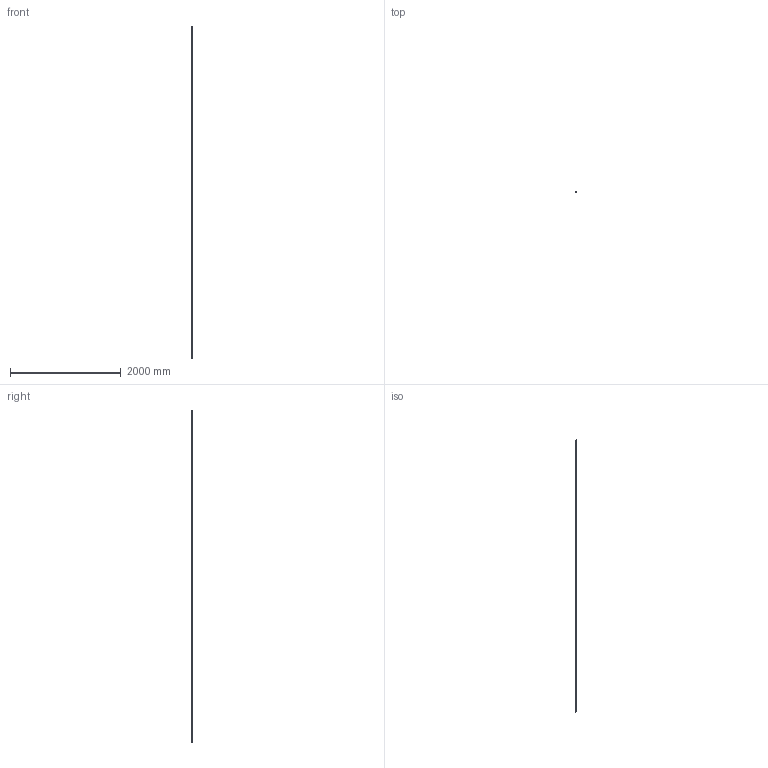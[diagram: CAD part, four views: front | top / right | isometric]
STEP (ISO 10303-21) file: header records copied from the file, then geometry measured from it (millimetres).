
FILE_DESCRIPTION (( 'STEP AP203' ), '1' );
FILE_NAME ('6991-6.step', '2021-12-22T10:30:43', ( '' ), ( '' ), 'SwSTEP 2.0', 'SolidWorks 2018', '' );
FILE_SCHEMA (( 'CONFIG_CONTROL_DESIGN' ));
Products named in the file (2): 6991-6
Bounding box: 30 x 20 x 6000 mm (x, y, z)
Volume: 1048757.3 mm3; surface area: 1055359.5 mm2
Topology: 1 solids, 1 shells, 4803 faces, 11936 edges, 7156 vertices
Faces by surface type: cylinder 2306, torus 2304, plane 109, bspline 84
Entity records: 280887 total; most frequent: CARTESIAN_POINT 182463, ORIENTED_EDGE 23872, DIRECTION 14426, EDGE_CURVE 11936, VERTEX_POINT 7156, B_SPLINE_CURVE_WITH_KNOTS 6972, VECTOR 4944, LINE 4944
